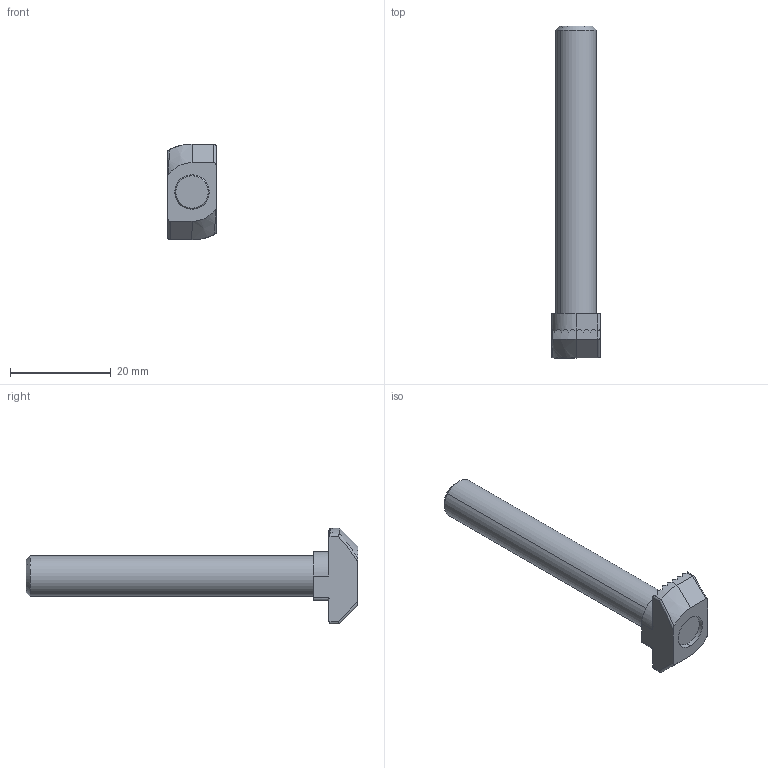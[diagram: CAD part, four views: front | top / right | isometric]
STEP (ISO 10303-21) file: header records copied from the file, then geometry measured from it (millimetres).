
FILE_DESCRIPTION(('STEP AP214'),'1');
FILE_NAME('fath_096hk1030m0860e.stp','2017-10-09T07:45:35',('TraceParts'),('TraceParts S.A.'),'Spatial InterOp 3D',' ',' ');
FILE_SCHEMA(('automotive_design'));
Length unit declared in the file: millimetre
Products named in the file (2): fath_096hk1030m0860e_1; fath_096hk1030m0860e_2
Bounding box: 9.7 x 65.75 x 19 mm (x, y, z)
Volume: 4055.9 mm3; surface area: 2564.5 mm2
Topology: 2 solids, 2 shells, 88 faces, 240 edges, 156 vertices
Faces by surface type: cylinder 40, plane 40, cone 6, bspline 2
Entity records: 3632 total; most frequent: CARTESIAN_POINT 800, ORIENTED_EDGE 480, DIRECTION 388, EDGE_CURVE 240, VERTEX_POINT 156, AXIS2_PLACEMENT_3D 132, LINE 124, VECTOR 124
